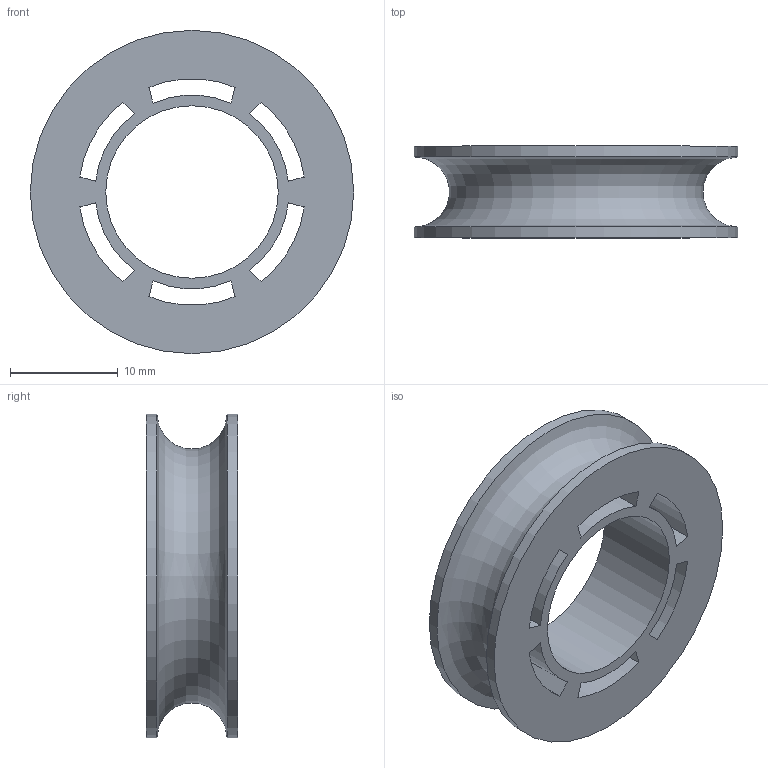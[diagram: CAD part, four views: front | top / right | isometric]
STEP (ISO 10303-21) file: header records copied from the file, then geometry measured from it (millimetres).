
FILE_DESCRIPTION(('FreeCAD Model'),'2;1');
FILE_NAME('spool_holder_roller.step', '2019-02-03T18:41:10',('Felix Morgner'),(''), 'Open CASCADE STEP processor 7.3','FreeCAD','Unknown');
FILE_SCHEMA(('AUTOMOTIVE_DESIGN { 1 0 10303 214 1 1 1 1 }'));
Length unit declared in the file: millimetre
Products named in the file (2): Spool_Holder_Roller; Roller
Assembly tree (1 placements, depth 2):
  Spool_Holder_Roller
    Roller
Bounding box: 30 x 8.5 x 30 mm (x, y, z)
Volume: 2281.4 mm3; surface area: 3267.9 mm2
Topology: 1 solids, 1 shells, 30 faces, 82 edges, 54 vertices
Faces by surface type: cylinder 15, plane 14, revolution 1
Full cylindrical faces by diameter (mm): 16 x1, 30 x2
Entity records: 2170 total; most frequent: CARTESIAN_POINT 477, DIRECTION 318, LINE 187, VECTOR 187, ORIENTED_EDGE 164, PCURVE 164, DEFINITIONAL_REPRESENTATION 164, EDGE_CURVE 82
